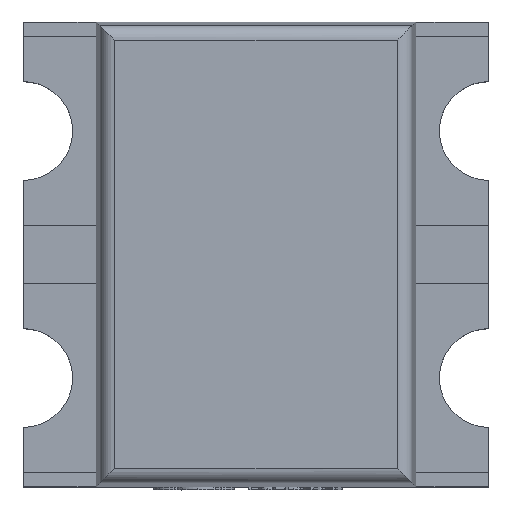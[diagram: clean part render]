
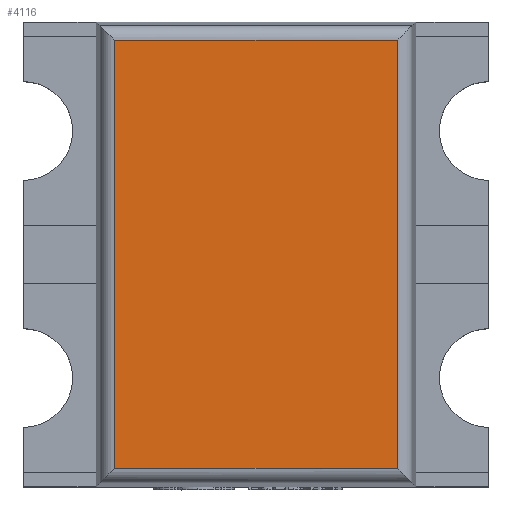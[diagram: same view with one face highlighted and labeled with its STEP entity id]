
A CAD part, top view. The second image highlights one B-rep face of the part: STEP entity #4116.
In plain terms, the highlighted planar face has unit normal (0, 0, 1).
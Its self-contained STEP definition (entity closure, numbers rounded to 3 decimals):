
#164 = LINE ( 'NONE', #5095, #14790 ) ;
#905 = CARTESIAN_POINT ( 'NONE',  ( 0.487, 0.737, 0.6 ) ) ;
#1179 = CARTESIAN_POINT ( 'NONE',  ( -0.487, -0.784, 0.6 ) ) ;
#1844 = EDGE_CURVE ( 'NONE', #4393, #6170, #164, .T. ) ;
#2010 = CARTESIAN_POINT ( 'NONE',  ( 0., 0., 0.6 ) ) ;
#2302 = DIRECTION ( 'NONE',  ( 0., -1., 0. ) ) ;
#2592 = CARTESIAN_POINT ( 'NONE',  ( -0.534, 0.737, 0.6 ) ) ;
#3360 = ORIENTED_EDGE ( 'NONE', *, *, #1844, .T. ) ;
#4116 = ADVANCED_FACE ( 'NONE', ( #6817 ), #5748, .T. ) ;
#4216 = EDGE_CURVE ( 'NONE', #6170, #9432, #4946, .T. ) ;
#4376 = DIRECTION ( 'NONE',  ( 1., 0., 0. ) ) ;
#4393 = VERTEX_POINT ( 'NONE', #14685 ) ;
#4611 = DIRECTION ( 'NONE',  ( 0., 0., 1. ) ) ;
#4946 = LINE ( 'NONE', #2592, #7091 ) ;
#5066 = EDGE_LOOP ( 'NONE', ( #7911, #13650, #3360, #9818 ) ) ;
#5095 = CARTESIAN_POINT ( 'NONE',  ( 0.487, 0.784, 0.6 ) ) ;
#5504 = VECTOR ( 'NONE', #2302, 1000. ) ;
#5748 = PLANE ( 'NONE',  #10213 ) ;
#6170 = VERTEX_POINT ( 'NONE', #905 ) ;
#6817 = FACE_OUTER_BOUND ( 'NONE', #5066, .T. ) ;
#7091 = VECTOR ( 'NONE', #14979, 1000. ) ;
#7177 = LINE ( 'NONE', #1179, #5504 ) ;
#7871 = EDGE_CURVE ( 'NONE', #9432, #11992, #7177, .T. ) ;
#7911 = ORIENTED_EDGE ( 'NONE', *, *, #7871, .T. ) ;
#8246 = DIRECTION ( 'NONE',  ( 0., 1., 0. ) ) ;
#8852 = CARTESIAN_POINT ( 'NONE',  ( -0.487, 0.737, 0.6 ) ) ;
#9432 = VERTEX_POINT ( 'NONE', #8852 ) ;
#9818 = ORIENTED_EDGE ( 'NONE', *, *, #4216, .T. ) ;
#10213 = AXIS2_PLACEMENT_3D ( 'NONE', #2010, #4611, #14645 ) ;
#10514 = LINE ( 'NONE', #15451, #13509 ) ;
#11992 = VERTEX_POINT ( 'NONE', #14757 ) ;
#13076 = EDGE_CURVE ( 'NONE', #11992, #4393, #10514, .T. ) ;
#13509 = VECTOR ( 'NONE', #4376, 1000. ) ;
#13650 = ORIENTED_EDGE ( 'NONE', *, *, #13076, .T. ) ;
#14645 = DIRECTION ( 'NONE',  ( 1., 0., 0. ) ) ;
#14685 = CARTESIAN_POINT ( 'NONE',  ( 0.487, -0.737, 0.6 ) ) ;
#14757 = CARTESIAN_POINT ( 'NONE',  ( -0.487, -0.737, 0.6 ) ) ;
#14790 = VECTOR ( 'NONE', #8246, 1000. ) ;
#14979 = DIRECTION ( 'NONE',  ( -1., 0., 0. ) ) ;
#15451 = CARTESIAN_POINT ( 'NONE',  ( 0.534, -0.737, 0.6 ) ) ;
